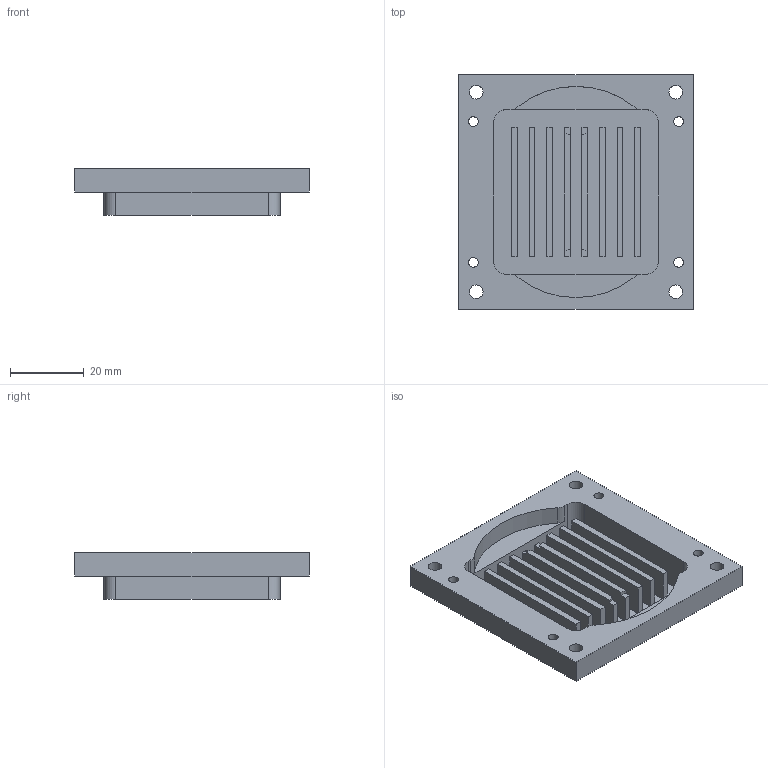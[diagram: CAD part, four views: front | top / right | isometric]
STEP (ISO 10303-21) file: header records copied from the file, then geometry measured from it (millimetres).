
FILE_DESCRIPTION(/* description */ (''),/* implementation_level */ '2;1');
FILE_NAME(/* name */ 'Main_Block.stp',/* time_stamp */ '2016-02-13T01:33:09-05:00',/* author */ ('Lawrence'),/* organization */ (''),/* preprocessor_version */ 'ST-DEVELOPER v15.6',/* originating_system */ 'Autodesk Inventor 2015',/* authorisation */ '');
FILE_SCHEMA (('AUTOMOTIVE_DESIGN { 1 0 10303 214 3 1 1 }'));
Length unit declared in the file: inch
Products named in the file (1): CPU_Main_Block
Bounding box: 63.5 x 63.5 x 12.7 mm (x, y, z)
Volume: 21859.6 mm3; surface area: 18004.5 mm2
Topology: 1 solids, 1 shells, 88 faces, 236 edges, 160 vertices
Faces by surface type: plane 62, cylinder 26
Full cylindrical faces by diameter (mm): 2.642 x4, 3.683 x4
Entity records: 2702 total; most frequent: CARTESIAN_POINT 461, DIRECTION 450, ORIENTED_EDGE 440, EDGE_CURVE 220, LINE 168, VECTOR 168, VERTEX_POINT 152, AXIS2_PLACEMENT_3D 141
